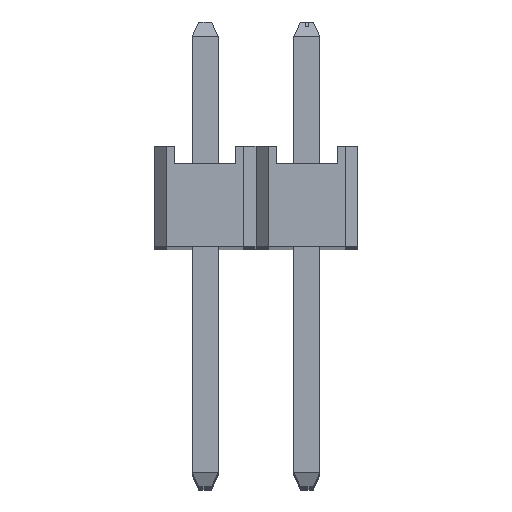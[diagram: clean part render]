
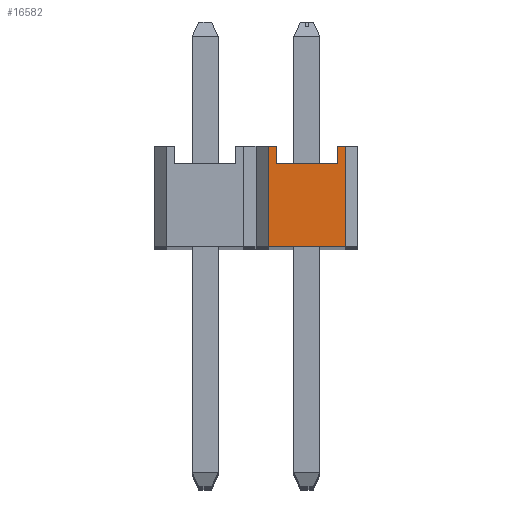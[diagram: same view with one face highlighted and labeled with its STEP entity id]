
A CAD part, top view. The second image highlights one B-rep face of the part: STEP entity #16582.
In plain terms, the highlighted planar face has unit normal (0, 0, 1).
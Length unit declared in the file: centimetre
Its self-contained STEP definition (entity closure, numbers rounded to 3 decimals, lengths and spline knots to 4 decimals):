
#144=LINE('',#22826,#2380);
#466=LINE('',#23473,#2702);
#558=LINE('',#23657,#2794);
#700=LINE('',#23941,#2936);
#702=LINE('',#23944,#2938);
#703=LINE('',#23946,#2939);
#704=LINE('',#23948,#2940);
#705=LINE('',#23949,#2941);
#2380=VECTOR('',#18587,100.);
#2702=VECTOR('',#18913,100.);
#2794=VECTOR('',#19007,100.);
#2936=VECTOR('',#19155,100.);
#2938=VECTOR('',#19159,100.);
#2939=VECTOR('',#19160,100.);
#2940=VECTOR('',#19161,100.);
#2941=VECTOR('',#19162,100.);
#4496=PLANE('',#17522);
#6487=FACE_OUTER_BOUND('',#7542,.T.);
#7542=EDGE_LOOP('',(#12788,#12789,#12790,#12791,#12792,#12793,#12794,#12795));
#8476=VERTEX_POINT('',#22572);
#8602=VERTEX_POINT('',#22824);
#8924=VERTEX_POINT('',#23470);
#8925=VERTEX_POINT('',#23472);
#9008=VERTEX_POINT('',#23639);
#9016=VERTEX_POINT('',#23655);
#9156=VERTEX_POINT('',#23945);
#9157=VERTEX_POINT('',#23947);
#9988=EDGE_CURVE('',#8476,#8602,#144,.T.);
#10310=EDGE_CURVE('',#8924,#8925,#466,.T.);
#10402=EDGE_CURVE('',#9016,#9008,#558,.T.);
#10544=EDGE_CURVE('',#9016,#8476,#700,.T.);
#10546=EDGE_CURVE('',#9008,#8924,#702,.T.);
#10547=EDGE_CURVE('',#9156,#8602,#703,.T.);
#10548=EDGE_CURVE('',#9157,#9156,#704,.T.);
#10549=EDGE_CURVE('',#8925,#9157,#705,.T.);
#12788=ORIENTED_EDGE('',*,*,#10310,.F.);
#12789=ORIENTED_EDGE('',*,*,#10546,.F.);
#12790=ORIENTED_EDGE('',*,*,#10402,.F.);
#12791=ORIENTED_EDGE('',*,*,#10544,.T.);
#12792=ORIENTED_EDGE('',*,*,#9988,.T.);
#12793=ORIENTED_EDGE('',*,*,#10547,.F.);
#12794=ORIENTED_EDGE('',*,*,#10548,.F.);
#12795=ORIENTED_EDGE('',*,*,#10549,.F.);
#16582=ADVANCED_FACE('',(#6487),#4496,.F.);
#17522=AXIS2_PLACEMENT_3D('',#23943,#19157,#19158);
#18587=DIRECTION('',(1.,0.,0.));
#18913=DIRECTION('',(1.,0.,0.));
#19007=DIRECTION('',(1.,0.,0.));
#19155=DIRECTION('',(0.,-1.,0.));
#19157=DIRECTION('center_axis',(0.,0.,-1.));
#19158=DIRECTION('ref_axis',(-1.,0.,0.));
#19159=DIRECTION('',(0.,-1.,0.));
#19160=DIRECTION('',(0.,-1.,0.));
#19161=DIRECTION('',(1.,0.,0.));
#19162=DIRECTION('',(0.,1.,0.));
#22572=CARTESIAN_POINT('',(-0.097,0.,0.127));
#22824=CARTESIAN_POINT('',(0.097,0.,0.127));
#22826=CARTESIAN_POINT('',(0.097,0.,0.127));
#23470=CARTESIAN_POINT('',(-0.077,0.206,0.127));
#23472=CARTESIAN_POINT('',(0.077,0.206,0.127));
#23473=CARTESIAN_POINT('',(-0.077,0.206,0.127));
#23639=CARTESIAN_POINT('',(-0.077,0.25,0.127));
#23655=CARTESIAN_POINT('',(-0.097,0.25,0.127));
#23657=CARTESIAN_POINT('',(0.097,0.25,0.127));
#23941=CARTESIAN_POINT('',(-0.097,0.25,0.127));
#23943=CARTESIAN_POINT('Origin',(0.097,0.25,0.127));
#23944=CARTESIAN_POINT('',(-0.077,0.2569,0.127));
#23945=CARTESIAN_POINT('',(0.097,0.25,0.127));
#23946=CARTESIAN_POINT('',(0.097,0.25,0.127));
#23947=CARTESIAN_POINT('',(0.077,0.25,0.127));
#23948=CARTESIAN_POINT('',(0.097,0.25,0.127));
#23949=CARTESIAN_POINT('',(0.077,0.2569,0.127));
